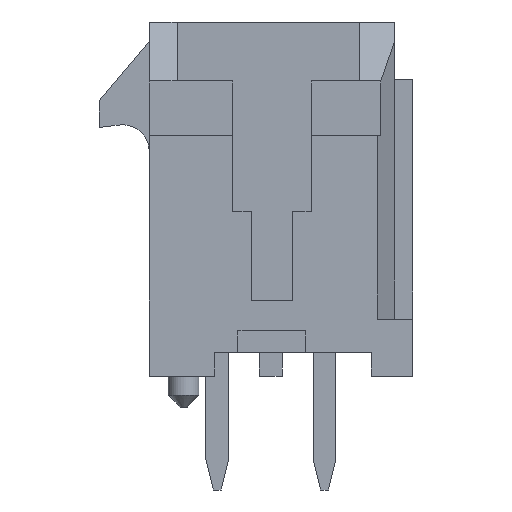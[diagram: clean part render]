
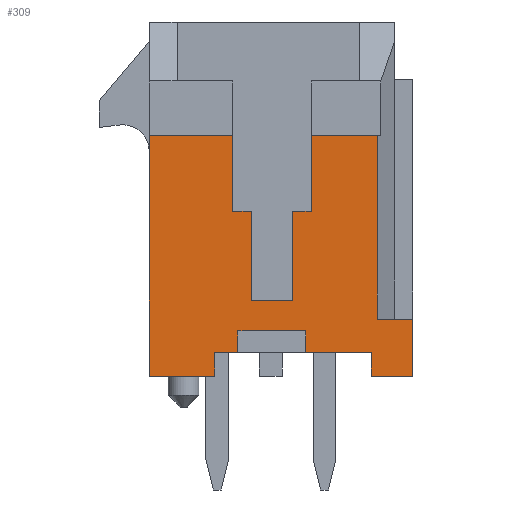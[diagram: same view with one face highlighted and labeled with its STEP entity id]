
A CAD part, left-side view. The second image highlights one B-rep face of the part: STEP entity #309.
In plain terms, the highlighted planar face has unit normal (-1, 0, 0).
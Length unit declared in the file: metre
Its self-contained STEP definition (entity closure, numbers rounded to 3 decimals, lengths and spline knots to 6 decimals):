
#309 = ADVANCED_FACE( '', ( #864 ), #865, .T. );
#864 = FACE_OUTER_BOUND( '', #1427, .T. );
#865 = PLANE( '', #1428 );
#1427 = EDGE_LOOP( '', ( #3657, #3658, #3659, #3660, #3661, #3662, #3663, #3664, #3665, #3666, #3667, #3668, #3669, #3670, #3671, #3672, #3673, #3674, #3675, #3676, #3677, #3678 ) );
#1428 = AXIS2_PLACEMENT_3D( '', #3679, #3680, #3681 );
#3657 = ORIENTED_EDGE( '', *, *, #4248, .T. );
#3658 = ORIENTED_EDGE( '', *, *, #4105, .T. );
#3659 = ORIENTED_EDGE( '', *, *, #4457, .T. );
#3660 = ORIENTED_EDGE( '', *, *, #4125, .T. );
#3661 = ORIENTED_EDGE( '', *, *, #4128, .T. );
#3662 = ORIENTED_EDGE( '', *, *, #4209, .F. );
#3663 = ORIENTED_EDGE( '', *, *, #4387, .T. );
#3664 = ORIENTED_EDGE( '', *, *, #4196, .T. );
#3665 = ORIENTED_EDGE( '', *, *, #4453, .T. );
#3666 = ORIENTED_EDGE( '', *, *, #4443, .T. );
#3667 = ORIENTED_EDGE( '', *, *, #4468, .T. );
#3668 = ORIENTED_EDGE( '', *, *, #4383, .T. );
#3669 = ORIENTED_EDGE( '', *, *, #4146, .T. );
#3670 = ORIENTED_EDGE( '', *, *, #4372, .T. );
#3671 = ORIENTED_EDGE( '', *, *, #4467, .T. );
#3672 = ORIENTED_EDGE( '', *, *, #4472, .T. );
#3673 = ORIENTED_EDGE( '', *, *, #4021, .T. );
#3674 = ORIENTED_EDGE( '', *, *, #4085, .T. );
#3675 = ORIENTED_EDGE( '', *, *, #4473, .T. );
#3676 = ORIENTED_EDGE( '', *, *, #4150, .F. );
#3677 = ORIENTED_EDGE( '', *, *, #4476, .T. );
#3678 = ORIENTED_EDGE( '', *, *, #3869, .T. );
#3679 = CARTESIAN_POINT( '', ( -0.006575, 0., 0. ) );
#3680 = DIRECTION( '', ( -1., 0., 0. ) );
#3681 = DIRECTION( '', ( 0., 0., 1. ) );
#3869 = EDGE_CURVE( '', #4732, #4729, #4733, .T. );
#4021 = EDGE_CURVE( '', #5016, #5014, #5017, .T. );
#4085 = EDGE_CURVE( '', #5014, #5130, #5132, .T. );
#4105 = EDGE_CURVE( '', #5167, #5165, #5168, .T. );
#4125 = EDGE_CURVE( '', #5203, #5201, #5204, .T. );
#4128 = EDGE_CURVE( '', #5201, #5206, #5208, .T. );
#4146 = EDGE_CURVE( '', #5240, #5238, #5241, .T. );
#4150 = EDGE_CURVE( '', #5245, #5246, #5247, .T. );
#4196 = EDGE_CURVE( '', #5319, #5317, #5320, .T. );
#4209 = EDGE_CURVE( '', #5334, #5206, #5336, .T. );
#4248 = EDGE_CURVE( '', #4729, #5167, #5394, .T. );
#4372 = EDGE_CURVE( '', #5238, #5578, #5579, .T. );
#4383 = EDGE_CURVE( '', #5597, #5240, #5598, .T. );
#4387 = EDGE_CURVE( '', #5334, #5319, #5602, .T. );
#4443 = EDGE_CURVE( '', #5670, #5668, #5671, .T. );
#4453 = EDGE_CURVE( '', #5317, #5670, #5682, .T. );
#4457 = EDGE_CURVE( '', #5165, #5203, #5688, .T. );
#4467 = EDGE_CURVE( '', #5578, #5697, #5699, .T. );
#4468 = EDGE_CURVE( '', #5668, #5597, #5700, .T. );
#4472 = EDGE_CURVE( '', #5697, #5016, #5704, .T. );
#4473 = EDGE_CURVE( '', #5130, #5246, #5705, .T. );
#4476 = EDGE_CURVE( '', #5245, #4732, #5708, .T. );
#4729 = VERTEX_POINT( '', #6088 );
#4732 = VERTEX_POINT( '', #6092 );
#4733 = LINE( '', #6093, #6094 );
#5014 = VERTEX_POINT( '', #6524 );
#5016 = VERTEX_POINT( '', #6527 );
#5017 = LINE( '', #6528, #6529 );
#5130 = VERTEX_POINT( '', #6704 );
#5132 = LINE( '', #6707, #6708 );
#5165 = VERTEX_POINT( '', #6759 );
#5167 = VERTEX_POINT( '', #6762 );
#5168 = LINE( '', #6763, #6764 );
#5201 = VERTEX_POINT( '', #6814 );
#5203 = VERTEX_POINT( '', #6817 );
#5204 = LINE( '', #6818, #6819 );
#5206 = VERTEX_POINT( '', #6822 );
#5208 = LINE( '', #6825, #6826 );
#5238 = VERTEX_POINT( '', #6872 );
#5240 = VERTEX_POINT( '', #6875 );
#5241 = LINE( '', #6876, #6877 );
#5245 = VERTEX_POINT( '', #6884 );
#5246 = VERTEX_POINT( '', #6885 );
#5247 = LINE( '', #6886, #6887 );
#5317 = VERTEX_POINT( '', #7001 );
#5319 = VERTEX_POINT( '', #7004 );
#5320 = LINE( '', #7005, #7006 );
#5334 = VERTEX_POINT( '', #7031 );
#5336 = LINE( '', #7034, #7035 );
#5394 = LINE( '', #7129, #7130 );
#5578 = VERTEX_POINT( '', #7437 );
#5579 = LINE( '', #7438, #7439 );
#5597 = VERTEX_POINT( '', #7467 );
#5598 = LINE( '', #7468, #7469 );
#5602 = LINE( '', #7476, #7477 );
#5668 = VERTEX_POINT( '', #7597 );
#5670 = VERTEX_POINT( '', #7600 );
#5671 = LINE( '', #7601, #7602 );
#5682 = LINE( '', #7622, #7623 );
#5688 = LINE( '', #7632, #7633 );
#5697 = VERTEX_POINT( '', #7650 );
#5699 = LINE( '', #7653, #7654 );
#5700 = LINE( '', #7655, #7656 );
#5704 = LINE( '', #7663, #7664 );
#5705 = LINE( '', #7665, #7666 );
#5708 = LINE( '', #7671, #7672 );
#6088 = CARTESIAN_POINT( '', ( -0.006575, -0.0011, -0.000345 ) );
#6092 = CARTESIAN_POINT( '', ( -0.006575, -0.0011, 0.001785 ) );
#6093 = CARTESIAN_POINT( '', ( -0.006575, -0.0011, 0.001785 ) );
#6094 = VECTOR( '', #7813, 1. );
#6524 = CARTESIAN_POINT( '', ( -0.006575, -0.00394, -0.004955 ) );
#6527 = CARTESIAN_POINT( '', ( -0.006575, -0.00278, -0.004955 ) );
#6528 = CARTESIAN_POINT( '', ( -0.006575, -0.00278, -0.004955 ) );
#6529 = VECTOR( '', #7967, 1. );
#6704 = CARTESIAN_POINT( '', ( -0.006575, -0.00394, -0.003355 ) );
#6707 = CARTESIAN_POINT( '', ( -0.006575, -0.00394, -0.004955 ) );
#6708 = VECTOR( '', #8031, 1. );
#6759 = CARTESIAN_POINT( '', ( -0.006575, -0.000575, -0.002845 ) );
#6762 = CARTESIAN_POINT( '', ( -0.006575, -0.000575, -0.000345 ) );
#6763 = CARTESIAN_POINT( '', ( -0.006575, -0.000575, -0.000345 ) );
#6764 = VECTOR( '', #8051, 1. );
#6814 = CARTESIAN_POINT( '', ( -0.006575, 0.000575, -0.000345 ) );
#6817 = CARTESIAN_POINT( '', ( -0.006575, 0.000575, -0.002845 ) );
#6818 = CARTESIAN_POINT( '', ( -0.006575, 0.000575, -0.002845 ) );
#6819 = VECTOR( '', #8073, 1. );
#6822 = CARTESIAN_POINT( '', ( -0.006575, 0.0011, -0.000345 ) );
#6825 = CARTESIAN_POINT( '', ( -0.006575, 0.000575, -0.000345 ) );
#6826 = VECTOR( '', #8076, 1. );
#6872 = CARTESIAN_POINT( '', ( -0.006575, -0.00095, -0.003685 ) );
#6875 = CARTESIAN_POINT( '', ( -0.006575, 0.00095, -0.003685 ) );
#6876 = CARTESIAN_POINT( '', ( -0.006575, 0.00095, -0.003685 ) );
#6877 = VECTOR( '', #8094, 1. );
#6884 = CARTESIAN_POINT( '', ( -0.006575, -0.002949, 0.001785 ) );
#6885 = CARTESIAN_POINT( '', ( -0.006575, -0.002949, -0.003355 ) );
#6886 = CARTESIAN_POINT( '', ( -0.006575, -0.002949, 0.001785 ) );
#6887 = VECTOR( '', #8098, 1. );
#7001 = CARTESIAN_POINT( '', ( -0.006575, 0.00343, -0.004955 ) );
#7004 = CARTESIAN_POINT( '', ( -0.006575, 0.00343, 0.001785 ) );
#7005 = CARTESIAN_POINT( '', ( -0.006575, 0.00343, 0.001785 ) );
#7006 = VECTOR( '', #8144, 1. );
#7031 = CARTESIAN_POINT( '', ( -0.006575, 0.0011, 0.001785 ) );
#7034 = CARTESIAN_POINT( '', ( -0.006575, 0.0011, 0.001785 ) );
#7035 = VECTOR( '', #8157, 1. );
#7129 = CARTESIAN_POINT( '', ( -0.006575, -0.0011, -0.000345 ) );
#7130 = VECTOR( '', #8200, 1. );
#7437 = CARTESIAN_POINT( '', ( -0.006575, -0.00095, -0.004285 ) );
#7438 = CARTESIAN_POINT( '', ( -0.006575, -0.00095, -0.003685 ) );
#7439 = VECTOR( '', #8324, 1. );
#7467 = CARTESIAN_POINT( '', ( -0.006575, 0.00095, -0.004285 ) );
#7468 = CARTESIAN_POINT( '', ( -0.006575, 0.00095, -0.004285 ) );
#7469 = VECTOR( '', #8335, 1. );
#7476 = CARTESIAN_POINT( '', ( -0.006575, 0.0011, 0.001785 ) );
#7477 = VECTOR( '', #8339, 1. );
#7597 = CARTESIAN_POINT( '', ( -0.006575, 0.0016, -0.004285 ) );
#7600 = CARTESIAN_POINT( '', ( -0.006575, 0.0016, -0.004955 ) );
#7601 = CARTESIAN_POINT( '', ( -0.006575, 0.0016, -0.004955 ) );
#7602 = VECTOR( '', #8395, 1. );
#7622 = CARTESIAN_POINT( '', ( -0.006575, 0.00343, -0.004955 ) );
#7623 = VECTOR( '', #8405, 1. );
#7632 = CARTESIAN_POINT( '', ( -0.006575, -0.000575, -0.002845 ) );
#7633 = VECTOR( '', #8409, 1. );
#7650 = CARTESIAN_POINT( '', ( -0.006575, -0.00278, -0.004285 ) );
#7653 = CARTESIAN_POINT( '', ( -0.006575, -0.00095, -0.004285 ) );
#7654 = VECTOR( '', #8419, 1. );
#7655 = CARTESIAN_POINT( '', ( -0.006575, 0.0016, -0.004285 ) );
#7656 = VECTOR( '', #8420, 1. );
#7663 = CARTESIAN_POINT( '', ( -0.006575, -0.00278, -0.004285 ) );
#7664 = VECTOR( '', #8424, 1. );
#7665 = CARTESIAN_POINT( '', ( -0.006575, -0.00394, -0.003355 ) );
#7666 = VECTOR( '', #8425, 1. );
#7671 = CARTESIAN_POINT( '', ( -0.006575, -0.002949, 0.001785 ) );
#7672 = VECTOR( '', #8428, 1. );
#7813 = DIRECTION( '', ( 0., 0., -1. ) );
#7967 = DIRECTION( '', ( 0., -1., 0. ) );
#8031 = DIRECTION( '', ( 0., 0., 1. ) );
#8051 = DIRECTION( '', ( 0., 0., -1. ) );
#8073 = DIRECTION( '', ( 0., 0., 1. ) );
#8076 = DIRECTION( '', ( 0., 1., 0. ) );
#8094 = DIRECTION( '', ( 0., -1., 0. ) );
#8098 = DIRECTION( '', ( 0., 0., -1. ) );
#8144 = DIRECTION( '', ( 0., 0., -1. ) );
#8157 = DIRECTION( '', ( 0., 0., -1. ) );
#8200 = DIRECTION( '', ( 0., 1., 0. ) );
#8324 = DIRECTION( '', ( 0., 0., -1. ) );
#8335 = DIRECTION( '', ( 0., 0., 1. ) );
#8339 = DIRECTION( '', ( 0., 1., 0. ) );
#8395 = DIRECTION( '', ( 0., 0., 1. ) );
#8405 = DIRECTION( '', ( 0., -1., 0. ) );
#8409 = DIRECTION( '', ( 0., 1., 0. ) );
#8419 = DIRECTION( '', ( 0., -1., 0. ) );
#8420 = DIRECTION( '', ( 0., -1., 0. ) );
#8424 = DIRECTION( '', ( 0., 0., -1. ) );
#8425 = DIRECTION( '', ( 0., 1., 0. ) );
#8428 = DIRECTION( '', ( 0., 1., 0. ) );
